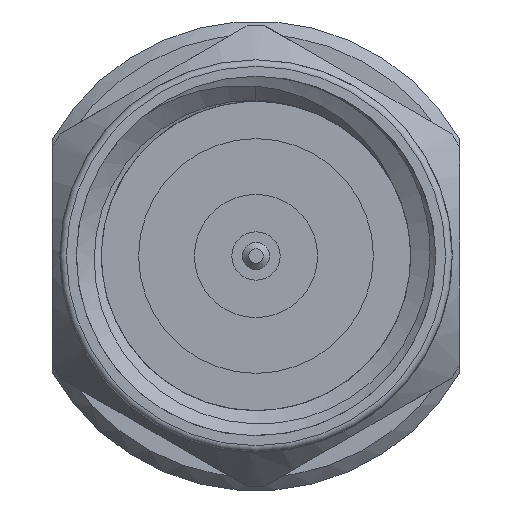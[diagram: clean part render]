
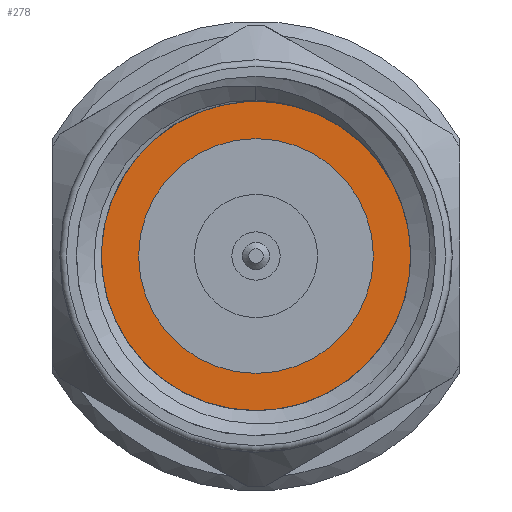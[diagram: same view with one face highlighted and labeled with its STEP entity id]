
A CAD part, front view. The second image highlights one B-rep face of the part: STEP entity #278.
In plain terms, the highlighted planar face has unit normal (0, -1, 0).
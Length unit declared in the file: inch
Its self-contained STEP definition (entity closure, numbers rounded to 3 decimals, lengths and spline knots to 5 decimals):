
#50 = CARTESIAN_POINT ( 'NONE',  ( 0.12755, -0.149, -0.01444 ) ) ;
#90 = CARTESIAN_POINT ( 'NONE',  ( -0.08216, -0.149, 0.10697 ) ) ;
#155 = CARTESIAN_POINT ( 'NONE',  ( 0.11339, -0.149, 0.0711 ) ) ;
#186 = CARTESIAN_POINT ( 'NONE',  ( 0.09923, -0.149, 0.09205 ) ) ;
#211 = CARTESIAN_POINT ( 'NONE',  ( -0.05002, -0.149, -0.10784 ) ) ;
#216 = CARTESIAN_POINT ( 'NONE',  ( 0.08655, -0.149, 0.10601 ) ) ;
#229 = CARTESIAN_POINT ( 'NONE',  ( -0.12699, -0.149, -0.00569 ) ) ;
#261 = CARTESIAN_POINT ( 'NONE',  ( -0.12546, -0.149, 0.03198 ) ) ;
#278 = ADVANCED_FACE ( 'NONE', ( #1265, #1145 ), #2508, .T. ) ;
#396 = CARTESIAN_POINT ( 'NONE',  ( 0.05752, -0.149, -0.1065 ) ) ;
#468 = EDGE_CURVE ( 'NONE', #1372, #1475, #1203, .T. ) ;
#485 = EDGE_CURVE ( 'NONE', #1274, #1274, #1122, .T. ) ;
#557 = CARTESIAN_POINT ( 'NONE',  ( 0.01817, -0.149, -0.11747 ) ) ;
#584 = DIRECTION ( 'NONE',  ( 0., 0., -1. ) ) ;
#629 = CARTESIAN_POINT ( 'NONE',  ( -0.06845, -0.149, -0.09878 ) ) ;
#752 = AXIS2_PLACEMENT_3D ( 'NONE', #2542, #3892, #1672 ) ;
#802 = EDGE_CURVE ( 'NONE', #2841, #1358, #4645, .T. ) ;
#891 = CARTESIAN_POINT ( 'NONE',  ( 0.1056, -0.149, -0.06626 ) ) ;
#958 = AXIS2_PLACEMENT_3D ( 'NONE', #1070, #3273, #5380 ) ;
#970 = CARTESIAN_POINT ( 'NONE',  ( 0., -0.149, 0. ) ) ;
#975 = CARTESIAN_POINT ( 'NONE',  ( 0.12944, -0.149, 0.00442 ) ) ;
#1065 = CARTESIAN_POINT ( 'NONE',  ( -0.07894, -0.149, -0.09171 ) ) ;
#1070 = CARTESIAN_POINT ( 'NONE',  ( 0., -0.149, 0. ) ) ;
#1122 = CIRCLE ( 'NONE', #2609, 0.09 ) ;
#1127 = CARTESIAN_POINT ( 'NONE',  ( -0.12648, -0.149, 0.02568 ) ) ;
#1145 = FACE_OUTER_BOUND ( 'NONE', #2042, .T. ) ;
#1155 = CARTESIAN_POINT ( 'NONE',  ( -0.12759, -0.149, 0.01315 ) ) ;
#1203 = B_SPLINE_CURVE_WITH_KNOTS ( 'NONE', 3,
 ( #1514, #211, #2380, #5035, #2761, #1922, #4088, #557, #2408, #2351 ),
 .UNSPECIFIED., .F., .F.,
 ( 4, 2, 2, 2, 4 ),
 ( 0., 0.00059, 0.00119, 0.00178, 0.00238 ),
 .UNSPECIFIED. ) ;
#1265 = FACE_BOUND ( 'NONE', #2297, .T. ) ;
#1274 = VERTEX_POINT ( 'NONE', #4367 ) ;
#1299 = CARTESIAN_POINT ( 'NONE',  ( 0.11547, -0.149, -0.05021 ) ) ;
#1324 = CARTESIAN_POINT ( 'NONE',  ( -0.05687, -0.149, -0.10409 ) ) ;
#1352 = ORIENTED_EDGE ( 'NONE', *, *, #468, .T. ) ;
#1358 = VERTEX_POINT ( 'NONE', #2703 ) ;
#1372 = VERTEX_POINT ( 'NONE', #1324 ) ;
#1421 = CARTESIAN_POINT ( 'NONE',  ( -0.09128, -0.149, 0.09828 ) ) ;
#1475 = VERTEX_POINT ( 'NONE', #1841 ) ;
#1514 = CARTESIAN_POINT ( 'NONE',  ( -0.05687, -0.149, -0.10409 ) ) ;
#1532 = CARTESIAN_POINT ( 'NONE',  ( -0.11777, -0.149, -0.04237 ) ) ;
#1672 = DIRECTION ( 'NONE',  ( 0., 0., 1. ) ) ;
#1732 = CARTESIAN_POINT ( 'NONE',  ( 0.10173, -0.149, -0.07133 ) ) ;
#1791 = CARTESIAN_POINT ( 'NONE',  ( 0.12289, -0.149, -0.03271 ) ) ;
#1841 = CARTESIAN_POINT ( 'NONE',  ( 0.03339, -0.149, -0.11382 ) ) ;
#1856 = CARTESIAN_POINT ( 'NONE',  ( -0.09552, -0.149, 0.09366 ) ) ;
#1922 = CARTESIAN_POINT ( 'NONE',  ( -0.00495, -0.149, -0.11876 ) ) ;
#2042 = EDGE_LOOP ( 'NONE', ( #5560, #5650, #1352, #4366 ) ) ;
#2170 = CARTESIAN_POINT ( 'NONE',  ( 0.07939, -0.149, -0.09361 ) ) ;
#2255 = CARTESIAN_POINT ( 'NONE',  ( 0.12631, -0.149, -0.02059 ) ) ;
#2297 = EDGE_LOOP ( 'NONE', ( #2467 ) ) ;
#2351 = CARTESIAN_POINT ( 'NONE',  ( 0.03339, -0.149, -0.11382 ) ) ;
#2380 = CARTESIAN_POINT ( 'NONE',  ( -0.04282, -0.149, -0.11089 ) ) ;
#2408 = CARTESIAN_POINT ( 'NONE',  ( 0.02589, -0.149, -0.11602 ) ) ;
#2467 = ORIENTED_EDGE ( 'NONE', *, *, #485, .T. ) ;
#2508 = PLANE ( 'NONE',  #752 ) ;
#2542 = CARTESIAN_POINT ( 'NONE',  ( 0., -0.149, 0. ) ) ;
#2551 = CARTESIAN_POINT ( 'NONE',  ( 0.06607, -0.149, 0.12092 ) ) ;
#2609 = AXIS2_PLACEMENT_3D ( 'NONE', #970, #4955, #584 ) ;
#2693 = EDGE_CURVE ( 'NONE', #1358, #1372, #4795, .T. ) ;
#2703 = CARTESIAN_POINT ( 'NONE',  ( -0.03879, -0.149, 0.13222 ) ) ;
#2761 = CARTESIAN_POINT ( 'NONE',  ( -0.02033, -0.149, -0.11712 ) ) ;
#2834 = CARTESIAN_POINT ( 'NONE',  ( -0.12222, -0.149, -0.03056 ) ) ;
#2841 = VERTEX_POINT ( 'NONE', #2551 ) ;
#3136 = CARTESIAN_POINT ( 'NONE',  ( -0.06186, -0.149, 0.12207 ) ) ;
#3191 = CARTESIAN_POINT ( 'NONE',  ( -0.11366, -0.149, 0.06775 ) ) ;
#3273 = DIRECTION ( 'NONE',  ( 0., -1., 0. ) ) ;
#3286 = CARTESIAN_POINT ( 'NONE',  ( 0.11026, -0.149, 0.07655 ) ) ;
#3297 = CARTESIAN_POINT ( 'NONE',  ( -0.12615, -0.149, -0.01204 ) ) ;
#3316 = CARTESIAN_POINT ( 'NONE',  ( 0.12917, -0.149, 0.01705 ) ) ;
#3357 = CARTESIAN_POINT ( 'NONE',  ( -0.12252, -0.149, 0.04429 ) ) ;
#3495 = CARTESIAN_POINT ( 'NONE',  ( 0.11245, -0.149, -0.05572 ) ) ;
#3622 = CARTESIAN_POINT ( 'NONE',  ( -0.10721, -0.149, 0.0789 ) ) ;
#3719 = CARTESIAN_POINT ( 'NONE',  ( 0.07684, -0.149, 0.11416 ) ) ;
#3732 = CARTESIAN_POINT ( 'NONE',  ( -0.05687, -0.149, -0.10409 ) ) ;
#3892 = DIRECTION ( 'NONE',  ( 0., -1., 0. ) ) ;
#4016 = CARTESIAN_POINT ( 'NONE',  ( 0.08911, -0.149, -0.08552 ) ) ;
#4051 = CARTESIAN_POINT ( 'NONE',  ( -0.05076, -0.149, 0.12791 ) ) ;
#4067 = CARTESIAN_POINT ( 'NONE',  ( 0.12858, -0.149, 0.02331 ) ) ;
#4088 = CARTESIAN_POINT ( 'NONE',  ( 0.00275, -0.149, -0.11884 ) ) ;
#4151 = CARTESIAN_POINT ( 'NONE',  ( 0.12159, -0.149, 0.05417 ) ) ;
#4222 = CARTESIAN_POINT ( 'NONE',  ( -0.09751, -0.149, -0.07436 ) ) ;
#4364 = CARTESIAN_POINT ( 'NONE',  ( 0.03339, -0.149, -0.11382 ) ) ;
#4366 = ORIENTED_EDGE ( 'NONE', *, *, #4759, .T. ) ;
#4367 = CARTESIAN_POINT ( 'NONE',  ( 0., -0.149, -0.09 ) ) ;
#4488 = CARTESIAN_POINT ( 'NONE',  ( -0.03879, -0.149, 0.13222 ) ) ;
#4645 = CIRCLE ( 'NONE', #958, 0.1378 ) ;
#4653 = CARTESIAN_POINT ( 'NONE',  ( -0.1277, -0.149, 0.00688 ) ) ;
#4759 = EDGE_CURVE ( 'NONE', #1475, #2841, #5232, .T. ) ;
#4795 = B_SPLINE_CURVE_WITH_KNOTS ( 'NONE', 3,
 ( #4488, #4051, #3136, #4891, #90, #1421, #1856, #3622, #3191, #4948, #3357, #261, #1127, #1155, #4653, #229, #3297, #2834, #1532, #5112, #4222, #1065, #629, #3732 ),
 .UNSPECIFIED., .F., .F.,
 ( 4, 2, 2, 2, 2, 2, 2, 2, 2, 2, 2, 4 ),
 ( 0., 0.00096, 0.00143, 0.00191, 0.00287, 0.00334, 0.00382, 0.0043, 0.00478, 0.00573, 0.00669, 0.00765 ),
 .UNSPECIFIED. ) ;
#4850 = CARTESIAN_POINT ( 'NONE',  ( 0.04583, -0.149, -0.1111 ) ) ;
#4891 = CARTESIAN_POINT ( 'NONE',  ( -0.07724, -0.149, 0.11104 ) ) ;
#4948 = CARTESIAN_POINT ( 'NONE',  ( -0.12062, -0.149, 0.05027 ) ) ;
#4955 = DIRECTION ( 'NONE',  ( 0., 1., 0. ) ) ;
#5012 = CARTESIAN_POINT ( 'NONE',  ( 0.06607, -0.149, 0.12092 ) ) ;
#5035 = CARTESIAN_POINT ( 'NONE',  ( -0.02803, -0.149, -0.11552 ) ) ;
#5041 = CARTESIAN_POINT ( 'NONE',  ( 0.10318, -0.149, 0.08703 ) ) ;
#5112 = CARTESIAN_POINT ( 'NONE',  ( -0.10528, -0.149, -0.06449 ) ) ;
#5232 = B_SPLINE_CURVE_WITH_KNOTS ( 'NONE', 3,
 ( #4364, #4850, #396, #2170, #4016, #1732, #891, #3495, #1299, #5279, #1791, #2255, #50, #5414, #975, #3316, #4067, #5441, #4151, #155, #3286, #5041, #186, #216, #3719, #5012 ),
 .UNSPECIFIED., .F., .F.,
 ( 4, 2, 2, 2, 2, 2, 2, 2, 2, 2, 2, 2, 4 ),
 ( 0., 0.00096, 0.00191, 0.00239, 0.00287, 0.00335, 0.00383, 0.00431, 0.00478, 0.00574, 0.00622, 0.0067, 0.00765 ),
 .UNSPECIFIED. ) ;
#5279 = CARTESIAN_POINT ( 'NONE',  ( 0.12069, -0.149, -0.03872 ) ) ;
#5380 = DIRECTION ( 'NONE',  ( 0., 0., 1. ) ) ;
#5414 = CARTESIAN_POINT ( 'NONE',  ( 0.12913, -0.149, -0.00197 ) ) ;
#5441 = CARTESIAN_POINT ( 'NONE',  ( 0.1255, -0.149, 0.04191 ) ) ;
#5560 = ORIENTED_EDGE ( 'NONE', *, *, #802, .T. ) ;
#5650 = ORIENTED_EDGE ( 'NONE', *, *, #2693, .T. ) ;
